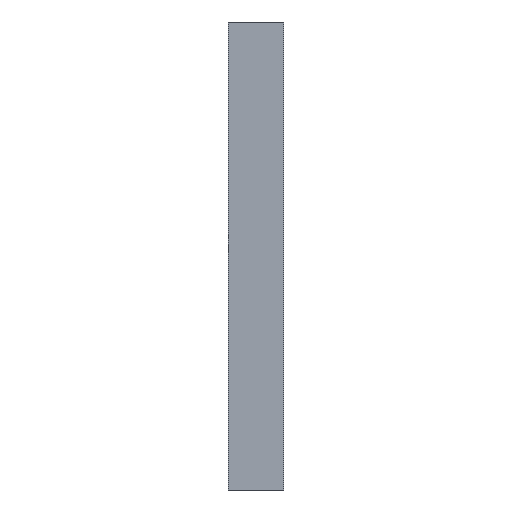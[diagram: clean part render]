
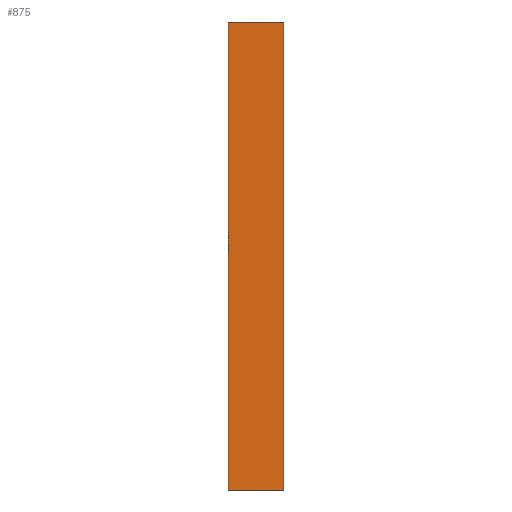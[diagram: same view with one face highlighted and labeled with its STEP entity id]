
A CAD part, left-side view. The second image highlights one B-rep face of the part: STEP entity #875.
In plain terms, the highlighted planar face has unit normal (-1, 0, 0).
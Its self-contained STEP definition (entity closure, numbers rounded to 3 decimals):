
#6 = CARTESIAN_POINT ( 'NONE',  ( 0., 0., -85. ) ) ;
#7 = CARTESIAN_POINT ( 'NONE',  ( 0., 10., 0. ) ) ;
#13 = VERTEX_POINT ( 'NONE', #53 ) ;
#14 = VERTEX_POINT ( 'NONE', #7 ) ;
#15 = VERTEX_POINT ( 'NONE', #56 ) ;
#16 = VERTEX_POINT ( 'NONE', #6 ) ;
#53 = CARTESIAN_POINT ( 'NONE',  ( 0., 10., -85. ) ) ;
#56 = CARTESIAN_POINT ( 'NONE',  ( 0., 0., 0. ) ) ;
#89 = DIRECTION ( 'NONE',  ( 0., 0., 1. ) ) ;
#105 = CARTESIAN_POINT ( 'NONE',  ( 0., 10., 0. ) ) ;
#133 = DIRECTION ( 'NONE',  ( 0., -1., 0. ) ) ;
#136 = DIRECTION ( 'NONE',  ( 0., 0., 1. ) ) ;
#159 = CARTESIAN_POINT ( 'NONE',  ( 0., 0., 0. ) ) ;
#173 = CARTESIAN_POINT ( 'NONE',  ( 0., 10., -85. ) ) ;
#185 = CARTESIAN_POINT ( 'NONE',  ( 0., 10., 0. ) ) ;
#186 = DIRECTION ( 'NONE',  ( 0., -1., 0. ) ) ;
#354 = EDGE_CURVE ( 'NONE', #16, #15, #845, .T. ) ;
#355 = EDGE_CURVE ( 'NONE', #13, #16, #842, .T. ) ;
#430 = LINE ( 'NONE', #185, #552 ) ;
#432 = EDGE_CURVE ( 'NONE', #13, #14, #581, .T. ) ;
#448 = EDGE_CURVE ( 'NONE', #14, #15, #430, .T. ) ;
#456 = FACE_OUTER_BOUND ( 'NONE', #894, .T. ) ;
#552 = VECTOR ( 'NONE', #186, 1000. ) ;
#576 = VECTOR ( 'NONE', #89, 1000. ) ;
#581 = LINE ( 'NONE', #105, #576 ) ;
#647 = AXIS2_PLACEMENT_3D ( 'NONE', #700, #709, #710 ) ;
#670 = ORIENTED_EDGE ( 'NONE', *, *, #354, .T. ) ;
#700 = CARTESIAN_POINT ( 'NONE',  ( 0., 10., 0. ) ) ;
#706 = PLANE ( 'NONE',  #647 ) ;
#709 = DIRECTION ( 'NONE',  ( 1., 0., 0. ) ) ;
#710 = DIRECTION ( 'NONE',  ( 0., 0., -1. ) ) ;
#842 = LINE ( 'NONE', #173, #848 ) ;
#845 = LINE ( 'NONE', #159, #847 ) ;
#847 = VECTOR ( 'NONE', #136, 1000. ) ;
#848 = VECTOR ( 'NONE', #133, 1000. ) ;
#875 = ADVANCED_FACE ( 'NONE', ( #456 ), #706, .F. ) ;
#894 = EDGE_LOOP ( 'NONE', ( #670, #902, #903, #900 ) ) ;
#900 = ORIENTED_EDGE ( 'NONE', *, *, #355, .T. ) ;
#902 = ORIENTED_EDGE ( 'NONE', *, *, #448, .F. ) ;
#903 = ORIENTED_EDGE ( 'NONE', *, *, #432, .F. ) ;
